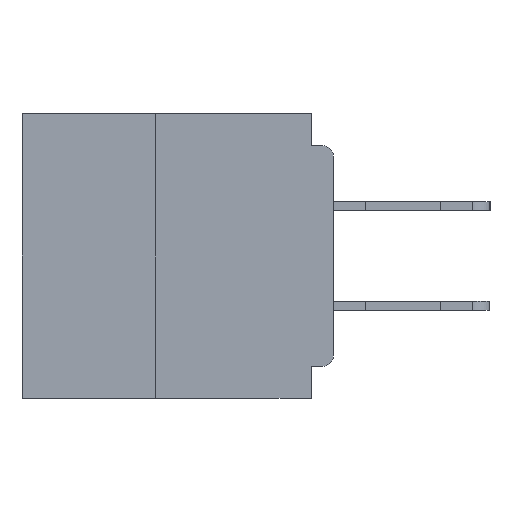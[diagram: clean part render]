
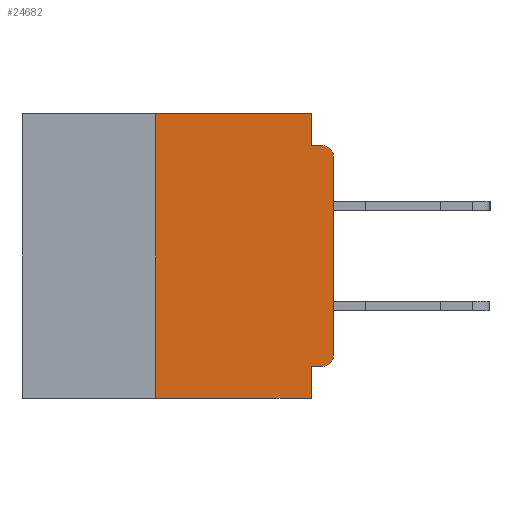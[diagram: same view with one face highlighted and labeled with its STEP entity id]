
A CAD part, left-side view. The second image highlights one B-rep face of the part: STEP entity #24682.
In plain terms, the highlighted planar face has unit normal (-1, 0, 0).
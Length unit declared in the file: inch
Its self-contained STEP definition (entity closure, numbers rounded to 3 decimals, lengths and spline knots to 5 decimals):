
#58 = CARTESIAN_POINT ( 'NONE',  ( 0., 0.015, -0.06 ) ) ;
#104 = LINE ( 'NONE', #9391, #14996 ) ;
#1174 = EDGE_CURVE ( 'NONE', #32760, #6912, #104, .T. ) ;
#1458 = DIRECTION ( 'NONE',  ( -1., 0., 0. ) ) ;
#1580 = EDGE_LOOP ( 'NONE', ( #21415, #19216, #21768, #34799, #4466, #11952, #17775, #23991, #10996, #6517 ) ) ;
#2988 = EDGE_CURVE ( 'NONE', #18458, #6912, #21547, .T. ) ;
#3040 = DIRECTION ( 'NONE',  ( 0., 0., -1. ) ) ;
#3574 = FACE_OUTER_BOUND ( 'NONE', #1580, .T. ) ;
#4466 = ORIENTED_EDGE ( 'NONE', *, *, #35861, .F. ) ;
#5726 = DIRECTION ( 'NONE',  ( 0., -1., 0. ) ) ;
#6045 = CARTESIAN_POINT ( 'NONE',  ( 0., 0.437, 0. ) ) ;
#6513 = VERTEX_POINT ( 'NONE', #15818 ) ;
#6517 = ORIENTED_EDGE ( 'NONE', *, *, #22883, .T. ) ;
#6912 = VERTEX_POINT ( 'NONE', #26235 ) ;
#7161 = AXIS2_PLACEMENT_3D ( 'NONE', #19222, #1458, #22090 ) ;
#7640 = VERTEX_POINT ( 'NONE', #20582 ) ;
#8390 = VECTOR ( 'NONE', #21136, 39.37008 ) ;
#8766 = CARTESIAN_POINT ( 'NONE',  ( 0., 0.031, 0. ) ) ;
#9391 = CARTESIAN_POINT ( 'NONE',  ( 0., 0.437, -0.4 ) ) ;
#9913 = CARTESIAN_POINT ( 'NONE',  ( 0., 0.015, -0.355 ) ) ;
#10996 = ORIENTED_EDGE ( 'NONE', *, *, #37314, .F. ) ;
#11273 = CARTESIAN_POINT ( 'NONE',  ( 0., 0.25, -0.4 ) ) ;
#11576 = EDGE_CURVE ( 'NONE', #35837, #15715, #27773, .T. ) ;
#11952 = ORIENTED_EDGE ( 'NONE', *, *, #29343, .F. ) ;
#12485 = LINE ( 'NONE', #17562, #28042 ) ;
#13271 = CARTESIAN_POINT ( 'NONE',  ( 0., 0., -0.355 ) ) ;
#13798 = VECTOR ( 'NONE', #16714, 39.37008 ) ;
#14426 = VECTOR ( 'NONE', #17223, 39.37008 ) ;
#14573 = CARTESIAN_POINT ( 'NONE',  ( 0., 0.437, 0. ) ) ;
#14996 = VECTOR ( 'NONE', #5726, 39.37008 ) ;
#15715 = VERTEX_POINT ( 'NONE', #30509 ) ;
#15818 = CARTESIAN_POINT ( 'NONE',  ( 0., 0.25, 0. ) ) ;
#16385 = CARTESIAN_POINT ( 'NONE',  ( 0., 0.031, 0. ) ) ;
#16714 = DIRECTION ( 'NONE',  ( 0., 0., -1. ) ) ;
#16834 = CARTESIAN_POINT ( 'NONE',  ( 0., 0.031, -0.4 ) ) ;
#17046 = LINE ( 'NONE', #13271, #37538 ) ;
#17223 = DIRECTION ( 'NONE',  ( 0., 0., 1. ) ) ;
#17522 = PLANE ( 'NONE',  #36950 ) ;
#17562 = CARTESIAN_POINT ( 'NONE',  ( 0., 0., 0. ) ) ;
#17775 = ORIENTED_EDGE ( 'NONE', *, *, #1174, .T. ) ;
#18250 = CARTESIAN_POINT ( 'NONE',  ( 0., 0., -0.045 ) ) ;
#18424 = CARTESIAN_POINT ( 'NONE',  ( 0., 0.015, -0.045 ) ) ;
#18458 = VERTEX_POINT ( 'NONE', #36437 ) ;
#19216 = ORIENTED_EDGE ( 'NONE', *, *, #29460, .T. ) ;
#19222 = CARTESIAN_POINT ( 'NONE',  ( 0., 0.015, -0.34 ) ) ;
#20008 = VECTOR ( 'NONE', #22203, 39.37008 ) ;
#20448 = DIRECTION ( 'NONE',  ( 0., 0., -1. ) ) ;
#20582 = CARTESIAN_POINT ( 'NONE',  ( 0., 0., -0.34 ) ) ;
#20744 = DIRECTION ( 'NONE',  ( -1., 0., 0. ) ) ;
#21136 = DIRECTION ( 'NONE',  ( 0., -1., 0. ) ) ;
#21415 = ORIENTED_EDGE ( 'NONE', *, *, #23971, .T. ) ;
#21547 = LINE ( 'NONE', #16834, #13798 ) ;
#21768 = ORIENTED_EDGE ( 'NONE', *, *, #22117, .F. ) ;
#22090 = DIRECTION ( 'NONE',  ( 0., 0., -1. ) ) ;
#22117 = EDGE_CURVE ( 'NONE', #15715, #30266, #24050, .T. ) ;
#22203 = DIRECTION ( 'NONE',  ( 0., 0., -1. ) ) ;
#22883 = EDGE_CURVE ( 'NONE', #36635, #7640, #35431, .T. ) ;
#23971 = EDGE_CURVE ( 'NONE', #7640, #35588, #12485, .T. ) ;
#23991 = ORIENTED_EDGE ( 'NONE', *, *, #2988, .F. ) ;
#24050 = LINE ( 'NONE', #18250, #8390 ) ;
#24682 = ADVANCED_FACE ( 'NONE', ( #3574 ), #17522, .F. ) ;
#25025 = DIRECTION ( 'NONE',  ( 0., 1., 0. ) ) ;
#25377 = CARTESIAN_POINT ( 'NONE',  ( 0., 0., -0.06 ) ) ;
#26235 = CARTESIAN_POINT ( 'NONE',  ( 0., 0.031, -0.4 ) ) ;
#26297 = CIRCLE ( 'NONE', #31257, 0.015 ) ;
#26671 = DIRECTION ( 'NONE',  ( 0., -1., 0. ) ) ;
#27773 = LINE ( 'NONE', #16385, #20008 ) ;
#28042 = VECTOR ( 'NONE', #37914, 39.37008 ) ;
#28591 = VECTOR ( 'NONE', #26671, 39.37008 ) ;
#29343 = EDGE_CURVE ( 'NONE', #32760, #6513, #30018, .T. ) ;
#29460 = EDGE_CURVE ( 'NONE', #35588, #30266, #26297, .T. ) ;
#30018 = LINE ( 'NONE', #11273, #14426 ) ;
#30266 = VERTEX_POINT ( 'NONE', #18424 ) ;
#30509 = CARTESIAN_POINT ( 'NONE',  ( 0., 0.031, -0.045 ) ) ;
#31257 = AXIS2_PLACEMENT_3D ( 'NONE', #58, #20744, #3040 ) ;
#32192 = CARTESIAN_POINT ( 'NONE',  ( 0., 0.25, -0.4 ) ) ;
#32760 = VERTEX_POINT ( 'NONE', #32192 ) ;
#34799 = ORIENTED_EDGE ( 'NONE', *, *, #11576, .F. ) ;
#35413 = LINE ( 'NONE', #6045, #28591 ) ;
#35431 = CIRCLE ( 'NONE', #7161, 0.015 ) ;
#35588 = VERTEX_POINT ( 'NONE', #25377 ) ;
#35837 = VERTEX_POINT ( 'NONE', #8766 ) ;
#35861 = EDGE_CURVE ( 'NONE', #6513, #35837, #35413, .T. ) ;
#36437 = CARTESIAN_POINT ( 'NONE',  ( 0., 0.031, -0.355 ) ) ;
#36635 = VERTEX_POINT ( 'NONE', #9913 ) ;
#36950 = AXIS2_PLACEMENT_3D ( 'NONE', #14573, #37871, #20448 ) ;
#37314 = EDGE_CURVE ( 'NONE', #36635, #18458, #17046, .T. ) ;
#37538 = VECTOR ( 'NONE', #25025, 39.37008 ) ;
#37871 = DIRECTION ( 'NONE',  ( 1., 0., 0. ) ) ;
#37914 = DIRECTION ( 'NONE',  ( 0., 0., 1. ) ) ;
